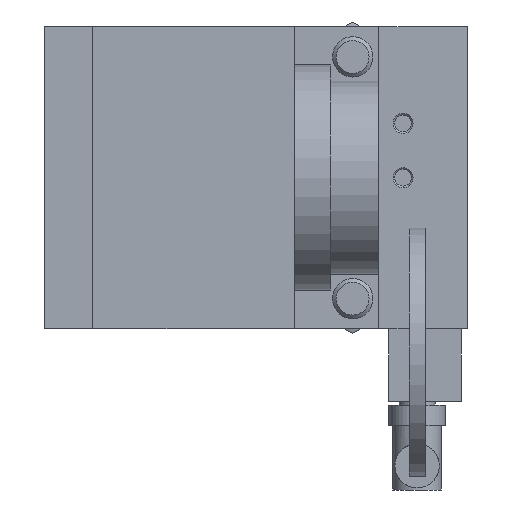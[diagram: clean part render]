
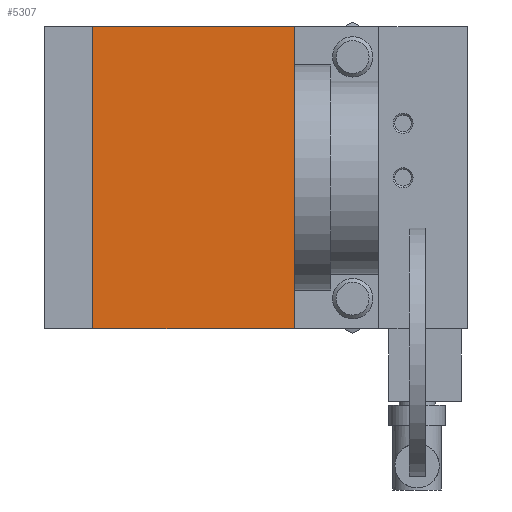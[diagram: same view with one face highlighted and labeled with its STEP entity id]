
A CAD part, left-side view. The second image highlights one B-rep face of the part: STEP entity #5307.
In plain terms, the highlighted face is planar.
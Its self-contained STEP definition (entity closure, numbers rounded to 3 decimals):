
#264=CARTESIAN_POINT('',(148.0,12.,37.5));
#265=VERTEX_POINT('',#264);
#272=CARTESIAN_POINT('',(148.0,62.0,37.5));
#273=VERTEX_POINT('',#272);
#274=CARTESIAN_POINT('',(148.0,62.0,37.5));
#275=DIRECTION('',(0.0,-1.0,0.0));
#276=VECTOR('',#275,50.0);
#277=LINE('',#274,#276);
#278=EDGE_CURVE('',#273,#265,#277,.T.);
#5164=CARTESIAN_POINT('',(148.0,62.0,-37.5));
#5165=VERTEX_POINT('',#5164);
#5172=CARTESIAN_POINT('',(148.0,12.,-37.5));
#5173=VERTEX_POINT('',#5172);
#5174=CARTESIAN_POINT('',(148.0,12.,-37.5));
#5175=DIRECTION('',(0.0,1.0,0.0));
#5176=VECTOR('',#5175,50.0);
#5177=LINE('',#5174,#5176);
#5178=EDGE_CURVE('',#5173,#5165,#5177,.T.);
#5277=CARTESIAN_POINT('',(148.0,62.0,-37.5));
#5278=DIRECTION('',(0.0,0.0,1.0));
#5279=VECTOR('',#5278,75.0);
#5280=LINE('',#5277,#5279);
#5281=EDGE_CURVE('',#5165,#273,#5280,.T.);
#5291=CARTESIAN_POINT('',(148.0,62.0,0.0));
#5292=DIRECTION('',(1.0,0.0,0.0));
#5293=DIRECTION('',(0.0,0.0,-1.0));
#5294=AXIS2_PLACEMENT_3D('',#5291,#5292,#5293);
#5295=PLANE('',#5294);
#5296=ORIENTED_EDGE('',*,*,#278,.T.);
#5297=CARTESIAN_POINT('',(148.0,12.,-37.5));
#5298=DIRECTION('',(0.0,0.0,1.0));
#5299=VECTOR('',#5298,75.0);
#5300=LINE('',#5297,#5299);
#5301=EDGE_CURVE('',#5173,#265,#5300,.T.);
#5302=ORIENTED_EDGE('',*,*,#5301,.F.);
#5303=ORIENTED_EDGE('',*,*,#5178,.T.);
#5304=ORIENTED_EDGE('',*,*,#5281,.T.);
#5305=EDGE_LOOP('',(#5296,#5302,#5303,#5304));
#5306=FACE_OUTER_BOUND('',#5305,.T.);
#5307=ADVANCED_FACE('',(#5306),#5295,.T.);
